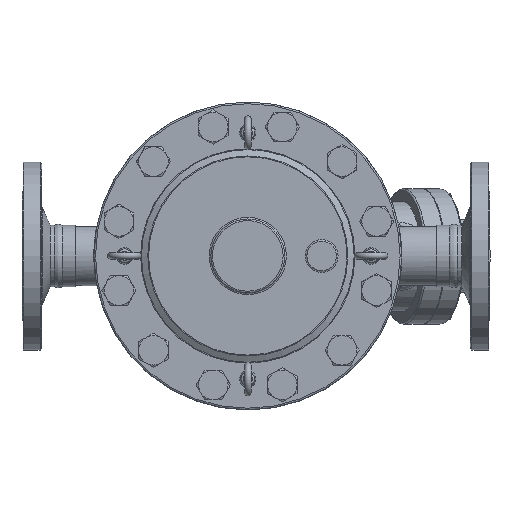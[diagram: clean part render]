
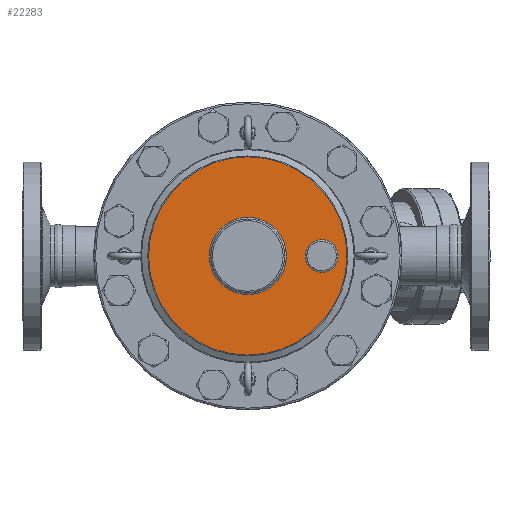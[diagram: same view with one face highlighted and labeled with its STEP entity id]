
A CAD part, top view. The second image highlights one B-rep face of the part: STEP entity #22283.
In plain terms, the highlighted planar face has unit normal (0, 0, 1).
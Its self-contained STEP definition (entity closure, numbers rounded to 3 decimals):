
#22221=CARTESIAN_POINT('',(110.0,0.,76.));
#22222=VERTEX_POINT('',#22221);
#22223=CARTESIAN_POINT('',(90.0,0.0,76.));
#22224=DIRECTION('',(0.0,0.0,1.0));
#22225=DIRECTION('',(-1.0,0.0,0.0));
#22226=AXIS2_PLACEMENT_3D('',#22223,#22224,#22225);
#22227=CIRCLE('',#22226,20.0);
#22228=EDGE_CURVE('',#22222,#22222,#22227,.T.);
#22253=CARTESIAN_POINT('',(60.67,0.0,76.));
#22254=DIRECTION('',(0.0,0.0,1.0));
#22255=DIRECTION('',(1.0,0.0,0.0));
#22256=AXIS2_PLACEMENT_3D('',#22253,#22254,#22255);
#22257=PLANE('',#22256);
#22258=CARTESIAN_POINT('',(120.804,0.,76.));
#22259=VERTEX_POINT('',#22258);
#22260=CARTESIAN_POINT('',(0.,0.0,76.));
#22261=DIRECTION('',(0.0,0.0,-1.0));
#22262=DIRECTION('',(-1.0,0.0,0.0));
#22263=AXIS2_PLACEMENT_3D('',#22260,#22261,#22262);
#22264=CIRCLE('',#22263,120.804);
#22265=EDGE_CURVE('',#22259,#22259,#22264,.T.);
#22266=ORIENTED_EDGE('',*,*,#22265,.F.);
#22267=EDGE_LOOP('',(#22266));
#22268=FACE_OUTER_BOUND('',#22267,.T.);
#22269=CARTESIAN_POINT('',(47.0,0.,76.));
#22270=VERTEX_POINT('',#22269);
#22271=CARTESIAN_POINT('',(0.,0.0,76.));
#22272=DIRECTION('',(0.0,0.0,1.0));
#22273=DIRECTION('',(-1.0,0.0,0.0));
#22274=AXIS2_PLACEMENT_3D('',#22271,#22272,#22273);
#22275=CIRCLE('',#22274,47.0);
#22276=EDGE_CURVE('',#22270,#22270,#22275,.T.);
#22277=ORIENTED_EDGE('',*,*,#22276,.F.);
#22278=EDGE_LOOP('',(#22277));
#22279=FACE_BOUND('',#22278,.T.);
#22280=ORIENTED_EDGE('',*,*,#22228,.F.);
#22281=EDGE_LOOP('',(#22280));
#22282=FACE_BOUND('',#22281,.T.);
#22283=ADVANCED_FACE('',(#22268,#22279,#22282),#22257,.T.);
